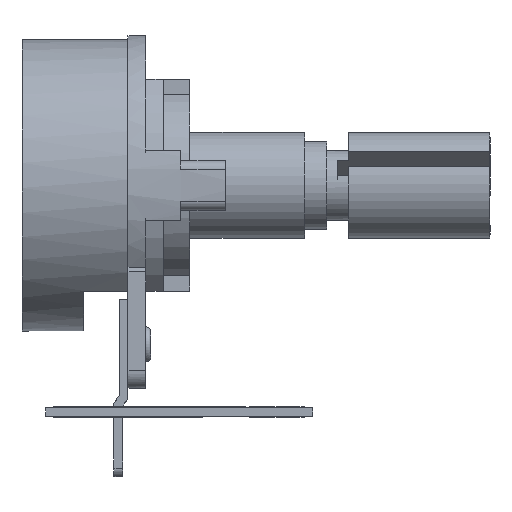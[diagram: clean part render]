
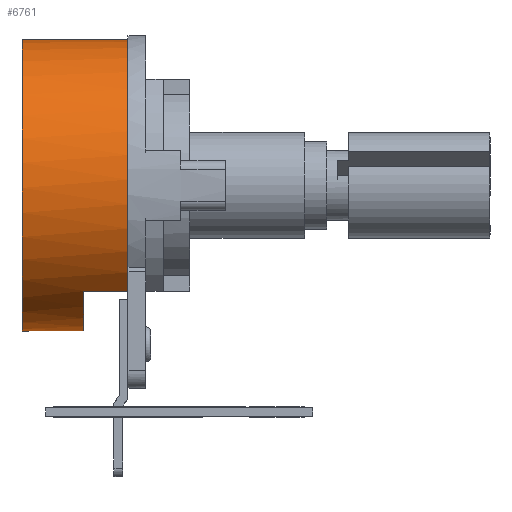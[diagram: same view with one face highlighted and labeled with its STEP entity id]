
A CAD part, front view. The second image highlights one B-rep face of the part: STEP entity #6761.
In plain terms, the highlighted cylindrical face has radius 8.25 mm (diameter 16.5 mm), a full revolution.
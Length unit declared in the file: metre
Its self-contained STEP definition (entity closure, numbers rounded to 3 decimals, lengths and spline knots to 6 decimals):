
#5067 = EDGE_CURVE( '', #9795, #9796, #9797, .T. );
#5433 = EDGE_CURVE( '', #10416, #9796, #10417, .T. );
#6761 = ADVANCED_FACE( '', ( #12408, #12409 ), #12410, .T. );
#7791 = EDGE_CURVE( '', #9795, #12275, #13845, .T. );
#7953 = EDGE_CURVE( '', #14057, #14057, #14058, .T. );
#8047 = EDGE_CURVE( '', #10416, #12275, #14180, .T. );
#9795 = VERTEX_POINT( '', #15412 );
#9796 = VERTEX_POINT( '', #15413 );
#9797 = CIRCLE( '', #15414, 0.00825 );
#10416 = VERTEX_POINT( '', #16228 );
#10417 = LINE( '', #16229, #16230 );
#12275 = VERTEX_POINT( '', #18781 );
#12408 = FACE_OUTER_BOUND( '', #18972, .T. );
#12409 = FACE_OUTER_BOUND( '', #18973, .T. );
#12410 = CYLINDRICAL_SURFACE( '', #18974, 0.00825 );
#13845 = LINE( '', #20941, #20942 );
#14057 = VERTEX_POINT( '', #21253 );
#14058 = CIRCLE( '', #21254, 0.00825 );
#14180 = CIRCLE( '', #21440, 0.00825 );
#15412 = CARTESIAN_POINT( '', ( -0.007142, -0.005679, 0.006559 ) );
#15413 = CARTESIAN_POINT( '', ( -0.007142, 0.005675, 0.006559 ) );
#15414 = AXIS2_PLACEMENT_3D( '', #22962, #22963, #22964 );
#16228 = CARTESIAN_POINT( '', ( -0.004642, 0.005675, 0.006559 ) );
#16229 = CARTESIAN_POINT( '', ( -0.007142, 0.005675, 0.006559 ) );
#16230 = VECTOR( '', #23683, 1. );
#18781 = CARTESIAN_POINT( '', ( -0.004642, -0.005679, 0.006559 ) );
#18972 = EDGE_LOOP( '', ( #26073, #26074, #26075, #26076 ) );
#18973 = EDGE_LOOP( '', ( #26077 ) );
#18974 = AXIS2_PLACEMENT_3D( '', #26078, #26079, #26080 );
#20941 = CARTESIAN_POINT( '', ( -0.007142, -0.005679, 0.006559 ) );
#20942 = VECTOR( '', #28071, 1. );
#21253 = CARTESIAN_POINT( '', ( -0.001142, -0.000002, 0.004295 ) );
#21254 = AXIS2_PLACEMENT_3D( '', #28359, #28360, #28361 );
#21440 = AXIS2_PLACEMENT_3D( '', #28522, #28523, #28524 );
#22962 = CARTESIAN_POINT( '', ( -0.007142, -0.000002, 0.012545 ) );
#22963 = DIRECTION( '', ( -1., 0., 0. ) );
#22964 = DIRECTION( '', ( 0., 0., -1. ) );
#23683 = DIRECTION( '', ( -1., 0., 0. ) );
#26073 = ORIENTED_EDGE( '', *, *, #8047, .F. );
#26074 = ORIENTED_EDGE( '', *, *, #5433, .T. );
#26075 = ORIENTED_EDGE( '', *, *, #5067, .F. );
#26076 = ORIENTED_EDGE( '', *, *, #7791, .T. );
#26077 = ORIENTED_EDGE( '', *, *, #7953, .T. );
#26078 = CARTESIAN_POINT( '', ( -0.007142, -0.000002, 0.012545 ) );
#26079 = DIRECTION( '', ( 1., 0., 0. ) );
#26080 = DIRECTION( '', ( 0., 0., 1. ) );
#28071 = DIRECTION( '', ( 1., 0., 0. ) );
#28359 = CARTESIAN_POINT( '', ( -0.001142, -0.000002, 0.012545 ) );
#28360 = DIRECTION( '', ( -1., 0., 0. ) );
#28361 = DIRECTION( '', ( 0., 0., -1. ) );
#28522 = CARTESIAN_POINT( '', ( -0.004642, -0.000002, 0.012545 ) );
#28523 = DIRECTION( '', ( -1., 0., 0. ) );
#28524 = DIRECTION( '', ( 0., 0., -1. ) );
